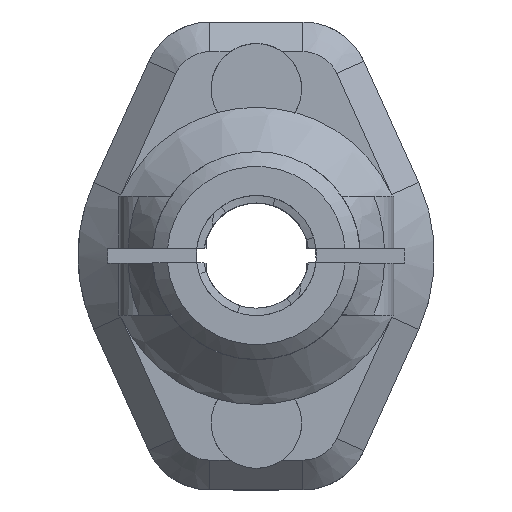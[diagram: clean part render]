
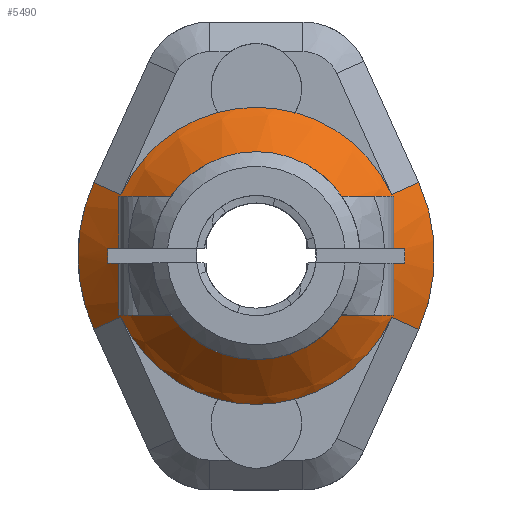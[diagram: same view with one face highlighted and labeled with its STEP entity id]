
A CAD part, top view. The second image highlights one B-rep face of the part: STEP entity #5490.
In plain terms, the highlighted conical face has half-angle 45 degrees and reference radius 8.5 mm.
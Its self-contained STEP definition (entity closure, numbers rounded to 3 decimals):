
#25=CONICAL_SURFACE('',#5922,8.5,0.785);
#99=(
BOUNDED_CURVE()
B_SPLINE_CURVE(2,(#6991,#6992,#6993),.UNSPECIFIED.,.F.,.F.)
B_SPLINE_CURVE_WITH_KNOTS((3,3),(0.,0.425),.UNSPECIFIED.)
CURVE()
GEOMETRIC_REPRESENTATION_ITEM()
RATIONAL_B_SPLINE_CURVE((1.,1.016,1.))
REPRESENTATION_ITEM('')
);
#102=(
BOUNDED_CURVE()
B_SPLINE_CURVE(2,(#9514,#9515,#9516),.UNSPECIFIED.,.F.,.F.)
B_SPLINE_CURVE_WITH_KNOTS((3,3),(0.,0.425),.UNSPECIFIED.)
CURVE()
GEOMETRIC_REPRESENTATION_ITEM()
RATIONAL_B_SPLINE_CURVE((1.,1.016,1.))
REPRESENTATION_ITEM('')
);
#104=(
BOUNDED_CURVE()
B_SPLINE_CURVE(2,(#9743,#9744,#9745),.UNSPECIFIED.,.F.,.F.)
B_SPLINE_CURVE_WITH_KNOTS((3,3),(0.,0.425),.UNSPECIFIED.)
CURVE()
GEOMETRIC_REPRESENTATION_ITEM()
RATIONAL_B_SPLINE_CURVE((1.,1.016,1.))
REPRESENTATION_ITEM('')
);
#105=(
BOUNDED_CURVE()
B_SPLINE_CURVE(2,(#9746,#9747,#9748),.UNSPECIFIED.,.F.,.F.)
B_SPLINE_CURVE_WITH_KNOTS((3,3),(0.,0.425),.UNSPECIFIED.)
CURVE()
GEOMETRIC_REPRESENTATION_ITEM()
RATIONAL_B_SPLINE_CURVE((1.,1.016,1.))
REPRESENTATION_ITEM('')
);
#117=CIRCLE('',#5818,10.);
#123=CIRCLE('',#5828,10.);
#130=CIRCLE('',#5839,10.);
#131=CIRCLE('',#5841,10.);
#134=CIRCLE('',#5845,10.);
#149=CIRCLE('',#5873,7.);
#154=CIRCLE('',#5882,7.);
#164=CIRCLE('',#5912,12.);
#166=CIRCLE('',#5914,12.);
#167=CIRCLE('',#5916,10.);
#168=CIRCLE('',#5918,10.);
#169=CIRCLE('',#5920,10.);
#170=CIRCLE('',#5921,10.);
#171=CIRCLE('',#5923,12.);
#267=LINE('',#9618,#430);
#273=LINE('',#9634,#436);
#277=LINE('',#9643,#440);
#284=LINE('',#9662,#447);
#298=LINE('',#9742,#461);
#430=VECTOR('',#6274,10.);
#436=VECTOR('',#6292,10.);
#440=VECTOR('',#6298,10.);
#447=VECTOR('',#6319,10.);
#461=VECTOR('',#6377,8.5);
#691=FACE_OUTER_BOUND('',#1071,.T.);
#1071=EDGE_LOOP('',(#3860,#3861,#3862,#3863,#3864,#3865,#3866,#3867,#3868,
#3869,#3870,#3871,#3872,#3873,#3874,#3875,#3876,#3877,#3878,#3879,#3880,
#3881,#3882,#3883));
#2011=VERTEX_POINT('',#6988);
#2012=VERTEX_POINT('',#6990);
#2148=VERTEX_POINT('',#8985);
#2149=VERTEX_POINT('',#8986);
#2154=VERTEX_POINT('',#9002);
#2155=VERTEX_POINT('',#9003);
#2162=VERTEX_POINT('',#9023);
#2163=VERTEX_POINT('',#9027);
#2168=VERTEX_POINT('',#9039);
#2201=VERTEX_POINT('',#9511);
#2202=VERTEX_POINT('',#9513);
#2223=VERTEX_POINT('',#9576);
#2231=VERTEX_POINT('',#9599);
#2238=VERTEX_POINT('',#9617);
#2242=VERTEX_POINT('',#9633);
#2245=VERTEX_POINT('',#9640);
#2246=VERTEX_POINT('',#9642);
#2251=VERTEX_POINT('',#9661);
#2262=VERTEX_POINT('',#9722);
#2264=VERTEX_POINT('',#9729);
#2265=VERTEX_POINT('',#9735);
#2266=VERTEX_POINT('',#9736);
#2555=EDGE_CURVE('',#2012,#2011,#99,.T.);
#2695=EDGE_CURVE('',#2148,#2149,#117,.T.);
#2703=EDGE_CURVE('',#2154,#2155,#123,.T.);
#2714=EDGE_CURVE('',#2149,#2162,#130,.T.);
#2715=EDGE_CURVE('',#2163,#2148,#131,.T.);
#2722=EDGE_CURVE('',#2155,#2168,#134,.T.);
#2766=EDGE_CURVE('',#2202,#2201,#102,.T.);
#2794=EDGE_CURVE('',#2201,#2223,#149,.T.);
#2805=EDGE_CURVE('',#2011,#2231,#154,.T.);
#2814=EDGE_CURVE('',#2238,#2163,#267,.T.);
#2822=EDGE_CURVE('',#2242,#2162,#273,.T.);
#2826=EDGE_CURVE('',#2246,#2245,#277,.T.);
#2836=EDGE_CURVE('',#2168,#2251,#284,.T.);
#2853=EDGE_CURVE('',#2251,#2262,#164,.T.);
#2856=EDGE_CURVE('',#2262,#2238,#166,.T.);
#2857=EDGE_CURVE('',#2264,#2012,#167,.T.);
#2859=EDGE_CURVE('',#2245,#2154,#168,.T.);
#2860=EDGE_CURVE('',#2265,#2266,#169,.T.);
#2862=EDGE_CURVE('',#2266,#2202,#170,.T.);
#2863=EDGE_CURVE('',#2242,#2246,#171,.T.);
#2864=EDGE_CURVE('',#2262,#2266,#298,.T.);
#2865=EDGE_CURVE('',#2223,#2264,#104,.T.);
#2866=EDGE_CURVE('',#2231,#2265,#105,.T.);
#3860=ORIENTED_EDGE('',*,*,#2715,.T.);
#3861=ORIENTED_EDGE('',*,*,#2695,.T.);
#3862=ORIENTED_EDGE('',*,*,#2714,.T.);
#3863=ORIENTED_EDGE('',*,*,#2822,.F.);
#3864=ORIENTED_EDGE('',*,*,#2863,.T.);
#3865=ORIENTED_EDGE('',*,*,#2826,.T.);
#3866=ORIENTED_EDGE('',*,*,#2859,.T.);
#3867=ORIENTED_EDGE('',*,*,#2703,.T.);
#3868=ORIENTED_EDGE('',*,*,#2722,.T.);
#3869=ORIENTED_EDGE('',*,*,#2836,.T.);
#3870=ORIENTED_EDGE('',*,*,#2853,.T.);
#3871=ORIENTED_EDGE('',*,*,#2864,.T.);
#3872=ORIENTED_EDGE('',*,*,#2862,.T.);
#3873=ORIENTED_EDGE('',*,*,#2766,.T.);
#3874=ORIENTED_EDGE('',*,*,#2794,.T.);
#3875=ORIENTED_EDGE('',*,*,#2865,.T.);
#3876=ORIENTED_EDGE('',*,*,#2857,.T.);
#3877=ORIENTED_EDGE('',*,*,#2555,.T.);
#3878=ORIENTED_EDGE('',*,*,#2805,.T.);
#3879=ORIENTED_EDGE('',*,*,#2866,.T.);
#3880=ORIENTED_EDGE('',*,*,#2860,.T.);
#3881=ORIENTED_EDGE('',*,*,#2864,.F.);
#3882=ORIENTED_EDGE('',*,*,#2856,.T.);
#3883=ORIENTED_EDGE('',*,*,#2814,.T.);
#5490=ADVANCED_FACE('',(#691),#25,.T.);
#5818=AXIS2_PLACEMENT_3D('',#8987,#6105,#6106);
#5828=AXIS2_PLACEMENT_3D('',#9004,#6126,#6127);
#5839=AXIS2_PLACEMENT_3D('',#9025,#6151,#6152);
#5841=AXIS2_PLACEMENT_3D('',#9028,#6155,#6156);
#5845=AXIS2_PLACEMENT_3D('',#9041,#6167,#6168);
#5873=AXIS2_PLACEMENT_3D('',#9578,#6237,#6238);
#5882=AXIS2_PLACEMENT_3D('',#9601,#6258,#6259);
#5912=AXIS2_PLACEMENT_3D('',#9723,#6350,#6351);
#5914=AXIS2_PLACEMENT_3D('',#9727,#6355,#6356);
#5916=AXIS2_PLACEMENT_3D('',#9730,#6359,#6360);
#5918=AXIS2_PLACEMENT_3D('',#9733,#6364,#6365);
#5920=AXIS2_PLACEMENT_3D('',#9737,#6368,#6369);
#5921=AXIS2_PLACEMENT_3D('',#9739,#6371,#6372);
#5922=AXIS2_PLACEMENT_3D('',#9740,#6373,#6374);
#5923=AXIS2_PLACEMENT_3D('',#9741,#6375,#6376);
#6105=DIRECTION('center_axis',(0.,0.,1.));
#6106=DIRECTION('ref_axis',(1.,0.,0.));
#6126=DIRECTION('center_axis',(0.,0.,1.));
#6127=DIRECTION('ref_axis',(1.,0.,0.));
#6151=DIRECTION('center_axis',(0.,0.,1.));
#6152=DIRECTION('ref_axis',(1.,0.,0.));
#6155=DIRECTION('center_axis',(0.,0.,1.));
#6156=DIRECTION('ref_axis',(1.,0.,0.));
#6167=DIRECTION('center_axis',(0.,0.,1.));
#6168=DIRECTION('ref_axis',(1.,0.,0.));
#6237=DIRECTION('center_axis',(0.,0.,-1.));
#6238=DIRECTION('ref_axis',(1.,0.,0.));
#6258=DIRECTION('center_axis',(0.,0.,-1.));
#6259=DIRECTION('ref_axis',(1.,0.,0.));
#6274=DIRECTION('',(0.644,0.291,0.707));
#6292=DIRECTION('',(-0.644,0.291,0.707));
#6298=DIRECTION('',(-0.644,-0.291,0.707));
#6319=DIRECTION('',(-0.644,0.291,-0.707));
#6350=DIRECTION('center_axis',(0.,0.,1.));
#6351=DIRECTION('ref_axis',(-1.,0.,0.));
#6355=DIRECTION('center_axis',(0.,0.,1.));
#6356=DIRECTION('ref_axis',(-1.,0.,0.));
#6359=DIRECTION('center_axis',(0.,0.,-1.));
#6360=DIRECTION('ref_axis',(1.,0.,0.));
#6364=DIRECTION('center_axis',(0.,0.,1.));
#6365=DIRECTION('ref_axis',(1.,0.,0.));
#6368=DIRECTION('center_axis',(0.,0.,-1.));
#6369=DIRECTION('ref_axis',(-1.,0.,0.));
#6371=DIRECTION('center_axis',(0.,0.,-1.));
#6372=DIRECTION('ref_axis',(-1.,0.,0.));
#6373=DIRECTION('center_axis',(0.,0.,-1.));
#6374=DIRECTION('ref_axis',(1.,0.,0.));
#6375=DIRECTION('center_axis',(0.,0.,1.));
#6376=DIRECTION('ref_axis',(1.,0.,0.));
#6377=DIRECTION('',(0.707,0.,0.707));
#6988=CARTESIAN_POINT('',(-101.015,60.5,125.7));
#6990=CARTESIAN_POINT('',(-98.01,60.5,122.7));
#6991=CARTESIAN_POINT('Ctrl Pts',(-98.01,60.5,122.7));
#6992=CARTESIAN_POINT('Ctrl Pts',(-99.778,60.5,124.466));
#6993=CARTESIAN_POINT('Ctrl Pts',(-101.015,60.5,125.7));
#8985=CARTESIAN_POINT('',(-110.597,51.344,122.7));
#8986=CARTESIAN_POINT('',(-105.397,51.344,122.7));
#8987=CARTESIAN_POINT('Origin',(-107.997,61.,122.7));
#9002=CARTESIAN_POINT('',(-105.397,70.656,122.7));
#9003=CARTESIAN_POINT('',(-110.597,70.656,122.7));
#9004=CARTESIAN_POINT('Origin',(-107.997,61.,122.7));
#9023=CARTESIAN_POINT('',(-98.886,56.878,122.7));
#9025=CARTESIAN_POINT('Origin',(-107.997,61.,122.7));
#9027=CARTESIAN_POINT('',(-117.108,56.878,122.7));
#9028=CARTESIAN_POINT('Origin',(-107.997,61.,122.7));
#9039=CARTESIAN_POINT('',(-117.108,65.122,122.7));
#9041=CARTESIAN_POINT('Origin',(-107.997,61.,122.7));
#9511=CARTESIAN_POINT('',(-114.979,61.5,125.7));
#9513=CARTESIAN_POINT('',(-117.985,61.5,122.7));
#9514=CARTESIAN_POINT('Ctrl Pts',(-117.985,61.5,122.7));
#9515=CARTESIAN_POINT('Ctrl Pts',(-116.217,61.5,124.466));
#9516=CARTESIAN_POINT('Ctrl Pts',(-114.979,61.5,125.7));
#9576=CARTESIAN_POINT('',(-101.015,61.5,125.7));
#9578=CARTESIAN_POINT('Origin',(-107.997,61.,125.7));
#9599=CARTESIAN_POINT('',(-114.979,60.5,125.7));
#9601=CARTESIAN_POINT('Origin',(-107.997,61.,125.7));
#9617=CARTESIAN_POINT('',(-118.93,56.054,120.7));
#9618=CARTESIAN_POINT('',(-118.93,56.054,120.7));
#9633=CARTESIAN_POINT('',(-97.064,56.054,120.7));
#9634=CARTESIAN_POINT('',(-97.064,56.054,120.7));
#9640=CARTESIAN_POINT('',(-98.886,65.122,122.7));
#9642=CARTESIAN_POINT('',(-97.064,65.946,120.7));
#9643=CARTESIAN_POINT('',(-97.064,65.946,120.7));
#9661=CARTESIAN_POINT('',(-118.93,65.946,120.7));
#9662=CARTESIAN_POINT('',(-117.108,65.122,122.7));
#9722=CARTESIAN_POINT('',(-119.997,61.,120.7));
#9723=CARTESIAN_POINT('Origin',(-107.997,61.,120.7));
#9727=CARTESIAN_POINT('Origin',(-107.997,61.,120.7));
#9729=CARTESIAN_POINT('',(-98.01,61.5,122.7));
#9730=CARTESIAN_POINT('Origin',(-107.997,61.,122.7));
#9733=CARTESIAN_POINT('Origin',(-107.997,61.,122.7));
#9735=CARTESIAN_POINT('',(-117.985,60.5,122.7));
#9736=CARTESIAN_POINT('',(-117.997,61.,122.7));
#9737=CARTESIAN_POINT('Origin',(-107.997,61.,122.7));
#9739=CARTESIAN_POINT('Origin',(-107.997,61.,122.7));
#9740=CARTESIAN_POINT('Origin',(-107.997,61.,124.2));
#9741=CARTESIAN_POINT('Origin',(-107.997,61.,120.7));
#9742=CARTESIAN_POINT('',(-116.497,61.,124.2));
#9743=CARTESIAN_POINT('Ctrl Pts',(-101.015,61.5,125.7));
#9744=CARTESIAN_POINT('Ctrl Pts',(-99.778,61.5,124.466));
#9745=CARTESIAN_POINT('Ctrl Pts',(-98.01,61.5,122.7));
#9746=CARTESIAN_POINT('Ctrl Pts',(-114.979,60.5,125.7));
#9747=CARTESIAN_POINT('Ctrl Pts',(-116.217,60.5,124.466));
#9748=CARTESIAN_POINT('Ctrl Pts',(-117.985,60.5,122.7));
